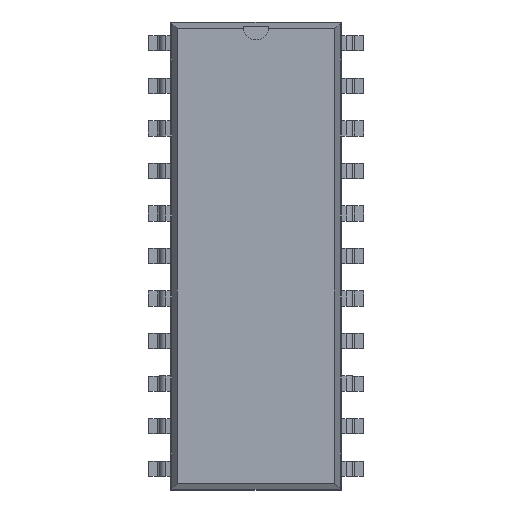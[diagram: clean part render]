
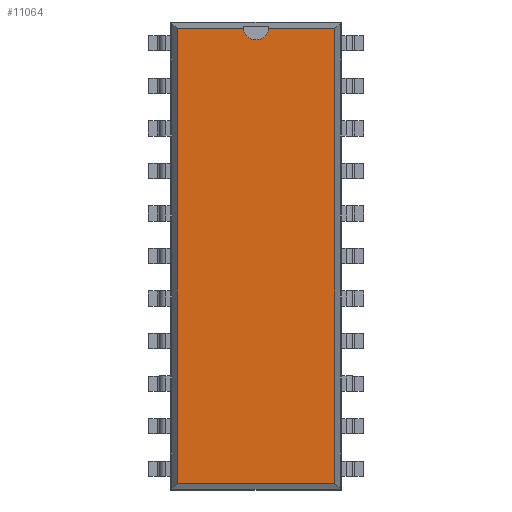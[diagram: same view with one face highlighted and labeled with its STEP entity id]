
A CAD part, top view. The second image highlights one B-rep face of the part: STEP entity #11064.
In plain terms, the highlighted planar face has unit normal (0, 0, 1).
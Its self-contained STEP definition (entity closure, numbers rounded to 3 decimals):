
#7236 = VERTEX_POINT('',#7237);
#7237 = CARTESIAN_POINT('',(4.701,13.571,3.68));
#7242 = EDGE_CURVE('',#7243,#7236,#7245,.T.);
#7243 = VERTEX_POINT('',#7244);
#7244 = CARTESIAN_POINT('',(4.701,-13.571,3.68));
#7245 = LINE('',#7246,#7247);
#7246 = CARTESIAN_POINT('',(4.701,-13.571,3.68));
#7247 = VECTOR('',#7248,1.);
#7248 = DIRECTION('',(0.,1.,0.));
#9081 = VERTEX_POINT('',#9082);
#9082 = CARTESIAN_POINT('',(-4.701,13.571,3.68));
#9087 = EDGE_CURVE('',#9088,#9081,#9090,.T.);
#9088 = VERTEX_POINT('',#9089);
#9089 = CARTESIAN_POINT('',(-0.746,13.571,3.68));
#9090 = LINE('',#9091,#9092);
#9091 = CARTESIAN_POINT('',(4.701,13.571,3.68));
#9092 = VECTOR('',#9093,1.);
#9093 = DIRECTION('',(-1.,0.,0.));
#9113 = VERTEX_POINT('',#9114);
#9114 = CARTESIAN_POINT('',(0.746,13.571,3.68));
#9122 = EDGE_CURVE('',#7236,#9113,#9123,.T.);
#9123 = LINE('',#9124,#9125);
#9124 = CARTESIAN_POINT('',(4.701,13.571,3.68));
#9125 = VECTOR('',#9126,1.);
#9126 = DIRECTION('',(-1.,0.,0.));
#9215 = VERTEX_POINT('',#9216);
#9216 = CARTESIAN_POINT('',(-4.701,-13.571,3.68));
#9221 = EDGE_CURVE('',#9081,#9215,#9222,.T.);
#9222 = LINE('',#9223,#9224);
#9223 = CARTESIAN_POINT('',(-4.701,13.571,3.68));
#9224 = VECTOR('',#9225,1.);
#9225 = DIRECTION('',(0.,-1.,0.));
#11053 = EDGE_CURVE('',#9215,#7243,#11054,.T.);
#11054 = LINE('',#11055,#11056);
#11055 = CARTESIAN_POINT('',(-4.701,-13.571,3.68));
#11056 = VECTOR('',#11057,1.);
#11057 = DIRECTION('',(1.,0.,0.));
#11064 = ADVANCED_FACE('',(#11065),#11088,.F.);
#11065 = FACE_BOUND('',#11066,.F.);
#11066 = EDGE_LOOP('',(#11067,#11068,#11069,#11070,#11071,#11080,#11087)
);
#11067 = ORIENTED_EDGE('',*,*,#7242,.F.);
#11068 = ORIENTED_EDGE('',*,*,#11053,.F.);
#11069 = ORIENTED_EDGE('',*,*,#9221,.F.);
#11070 = ORIENTED_EDGE('',*,*,#9087,.F.);
#11071 = ORIENTED_EDGE('',*,*,#11072,.F.);
#11072 = EDGE_CURVE('',#11073,#9088,#11075,.T.);
#11073 = VERTEX_POINT('',#11074);
#11074 = CARTESIAN_POINT('',(0.,12.896,3.68)
);
#11075 = CIRCLE('',#11076,0.75);
#11076 = AXIS2_PLACEMENT_3D('',#11077,#11078,#11079);
#11077 = CARTESIAN_POINT('',(0.,13.646,3.68));
#11078 = DIRECTION('',(0.,0.,-1.));
#11079 = DIRECTION('',(0.,-1.,0.));
#11080 = ORIENTED_EDGE('',*,*,#11081,.F.);
#11081 = EDGE_CURVE('',#9113,#11073,#11082,.T.);
#11082 = CIRCLE('',#11083,0.75);
#11083 = AXIS2_PLACEMENT_3D('',#11084,#11085,#11086);
#11084 = CARTESIAN_POINT('',(0.,13.646,3.68));
#11085 = DIRECTION('',(0.,0.,-1.));
#11086 = DIRECTION('',(0.,-1.,0.));
#11087 = ORIENTED_EDGE('',*,*,#9122,.F.);
#11088 = PLANE('',#11089);
#11089 = AXIS2_PLACEMENT_3D('',#11090,#11091,#11092);
#11090 = CARTESIAN_POINT('',(4.701,-13.571,3.68));
#11091 = DIRECTION('',(0.,0.,-1.));
#11092 = DIRECTION('',(-0.327,0.945,0.));
